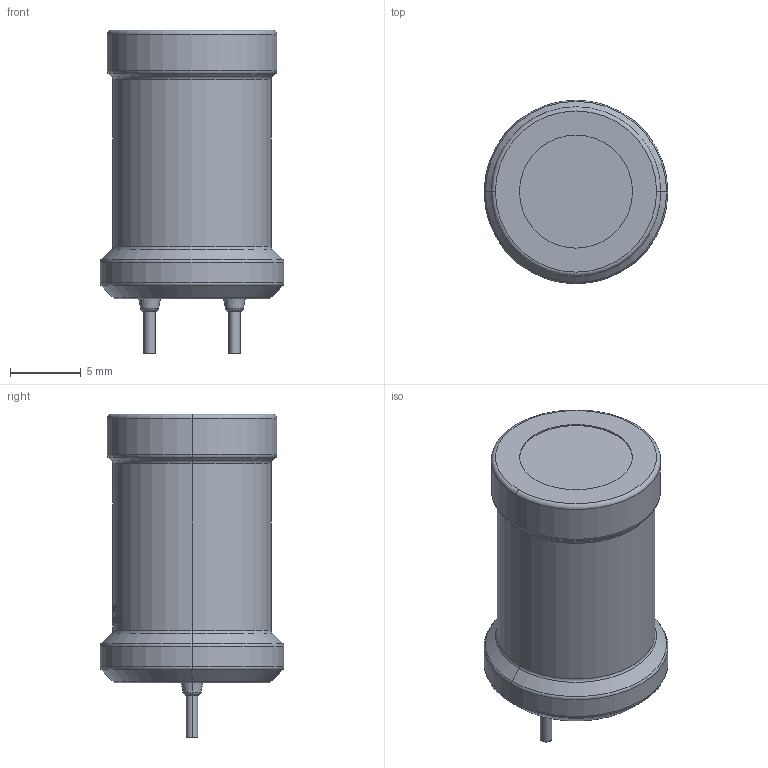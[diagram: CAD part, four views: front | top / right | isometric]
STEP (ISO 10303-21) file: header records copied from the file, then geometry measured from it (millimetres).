
FILE_DESCRIPTION (( 'STEP AP214' ), '1' );
FILE_NAME ('IND-TH_BD13.0-P6.00-D0.8.STEP', '2022-11-18T13:10:36', ( '' ), ( '' ), 'SwSTEP 2.0', 'SolidWorks 2020', '' );
FILE_SCHEMA (( 'AUTOMOTIVE_DESIGN' ));
Length unit declared in the file: millimetre
Products named in the file (1): IND-TH_BD13.0-P6.00-D0.8
Bounding box: 13 x 13 x 22.9 mm (x, y, z)
Volume: 2001.6 mm3; surface area: 954.5 mm2
Topology: 1 solids, 1 shells, 272 faces, 709 edges, 462 vertices
Faces by surface type: plane 113, bspline 98, cylinder 33, torus 18, cone 10
Entity records: 12781 total; most frequent: CARTESIAN_POINT 3738, ORIENTED_EDGE 1418, DIRECTION 985, EDGE_CURVE 709, VERTEX_POINT 462, AXIS2_PLACEMENT_3D 343, VECTOR 299, LINE 299
